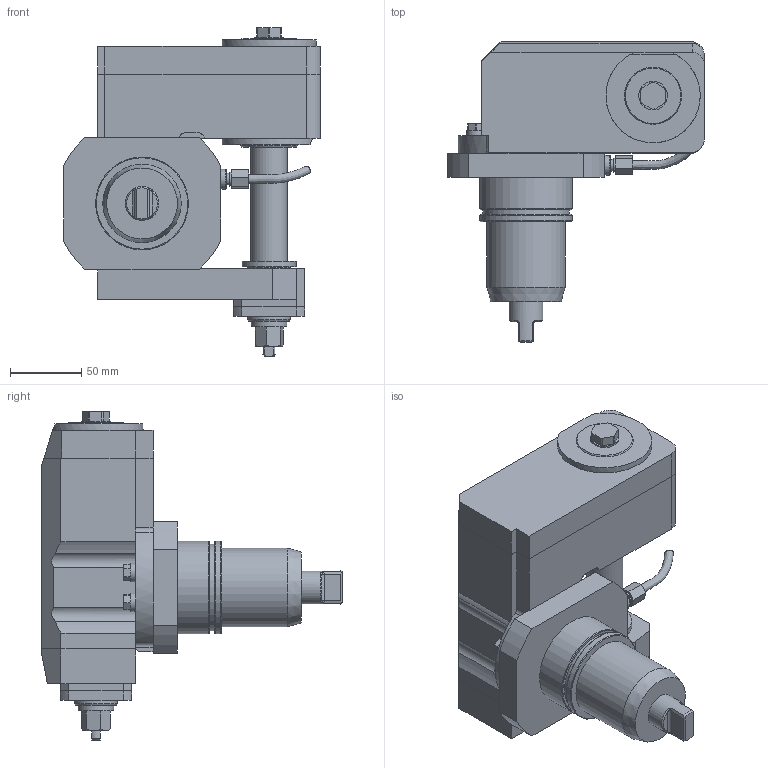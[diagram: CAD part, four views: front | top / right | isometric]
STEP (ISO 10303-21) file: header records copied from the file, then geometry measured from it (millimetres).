
FILE_DESCRIPTION (( 'STEP AP214' ), '1' );
FILE_NAME ('RROPGH1223UN65T1.STEP', '2024-05-14T06:49:25', ( '' ), ( '' ), 'SwSTEP 2.0', 'SolidWorks 2023', '' );
FILE_SCHEMA (( 'AUTOMOTIVE_DESIGN' ));
Length unit declared in the file: millimetre
Products named in the file (1): RROPGH1223UN65T1
Bounding box: 180 x 210.6 x 229.9 mm (x, y, z)
Volume: 1900023.2 mm3; surface area: 144464 mm2
Topology: 1 solids, 1 shells, 633 faces, 1635 edges, 1073 vertices
Faces by surface type: plane 402, cylinder 115, bspline 94, cone 21, torus 1
Full cylindrical faces by diameter (mm): 2.55 x1, 3.15 x1, 8.15 x1, 9.55 x1, 9.8 x1, 13 x4, 13.8 x1, 20 x1, 23.7 x1, 25 x1, 25.4 x1, 30 x2, 38 x1, 40 x1, 55 x1, 60.5 x1, 65 x2
Entity records: 28282 total; most frequent: CARTESIAN_POINT 9898, ORIENTED_EDGE 3174, DIRECTION 2684, EDGE_CURVE 1587, LINE 1102, VECTOR 1102, VERTEX_POINT 1058, AXIS2_PLACEMENT_3D 791
